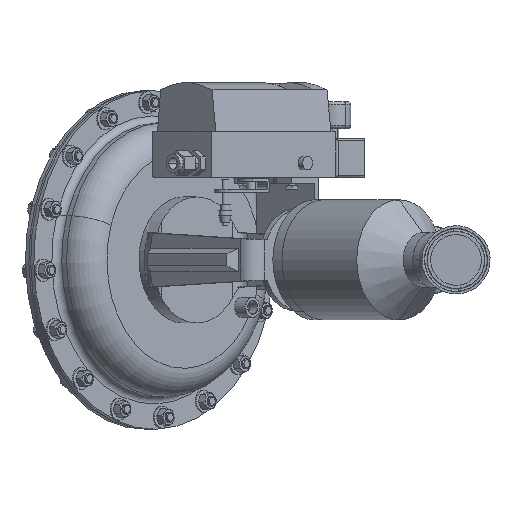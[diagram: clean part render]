
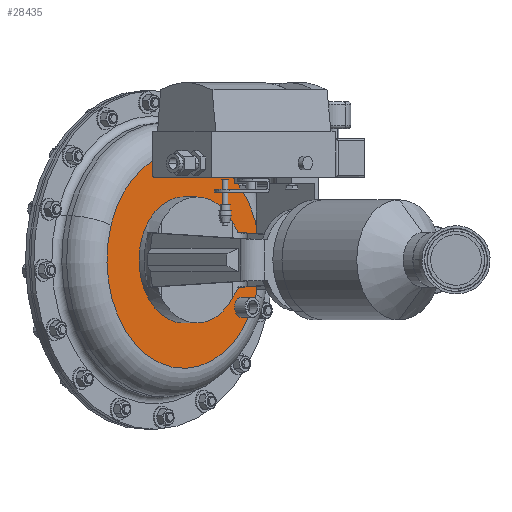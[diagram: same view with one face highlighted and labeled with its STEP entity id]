
A CAD part, left-side view. The second image highlights one B-rep face of the part: STEP entity #28435.
In plain terms, the highlighted planar face has unit normal (-0.707, -0.707, 0).
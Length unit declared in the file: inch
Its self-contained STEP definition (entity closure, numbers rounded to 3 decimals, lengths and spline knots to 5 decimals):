
#197 = AXIS2_PLACEMENT_3D ( 'NONE', #32379, #2808, #23385 ) ;
#1710 = CARTESIAN_POINT ( 'NONE',  ( 11.29728, 10.04728, 0. ) ) ;
#2685 = CIRCLE ( 'NONE', #21707, 2.325 ) ;
#2808 = DIRECTION ( 'NONE',  ( -0.707, -0.707, 0. ) ) ;
#2875 = AXIS2_PLACEMENT_3D ( 'NONE', #34549, #37252, #37379 ) ;
#2896 = CIRCLE ( 'NONE', #2875, 2.325 ) ;
#3163 = DIRECTION ( 'NONE',  ( 0.176, -0.176, -0.969 ) ) ;
#3851 = VERTEX_POINT ( 'NONE', #4465 ) ;
#4465 = CARTESIAN_POINT ( 'NONE',  ( 13.9756, 7.36896, -1.28576 ) ) ;
#4575 = DIRECTION ( 'NONE',  ( 0.707, 0.707, 0. ) ) ;
#5416 = VERTEX_POINT ( 'NONE', #20042 ) ;
#6230 = EDGE_CURVE ( 'NONE', #15907, #3851, #33381, .T. ) ;
#7536 = CARTESIAN_POINT ( 'NONE',  ( 13.44058, 7.90398, -1.75 ) ) ;
#8876 = EDGE_CURVE ( 'NONE', #3851, #15907, #9505, .T. ) ;
#9026 = PLANE ( 'NONE',  #197 ) ;
#9505 = CIRCLE ( 'NONE', #33779, 4. ) ;
#10057 = DIRECTION ( 'NONE',  ( 0.67, -0.67, -0.321 ) ) ;
#10185 = ORIENTED_EDGE ( 'NONE', *, *, #17409, .F. ) ;
#10241 = EDGE_CURVE ( 'NONE', #19687, #5416, #33590, .T. ) ;
#10296 = DIRECTION ( 'NONE',  ( 0.707, 0.707, 0. ) ) ;
#10392 = DIRECTION ( 'NONE',  ( -0.707, -0.707, 0. ) ) ;
#10954 = ORIENTED_EDGE ( 'NONE', *, *, #10241, .T. ) ;
#13658 = CARTESIAN_POINT ( 'NONE',  ( 13.50656, 7.838, -2.11321 ) ) ;
#13678 = CARTESIAN_POINT ( 'NONE',  ( 8.61896, 12.7256, 1.28576 ) ) ;
#13947 = EDGE_CURVE ( 'NONE', #14003, #27542, #2896, .T. ) ;
#14003 = VERTEX_POINT ( 'NONE', #17056 ) ;
#15090 = CIRCLE ( 'NONE', #29924, 0.375 ) ;
#15191 = ORIENTED_EDGE ( 'NONE', *, *, #8876, .F. ) ;
#15907 = VERTEX_POINT ( 'NONE', #13678 ) ;
#17056 = CARTESIAN_POINT ( 'NONE',  ( 11.29728, 10.04728, 2.325 ) ) ;
#17409 = EDGE_CURVE ( 'NONE', #27542, #14003, #2685, .T. ) ;
#19687 = VERTEX_POINT ( 'NONE', #13658 ) ;
#20042 = CARTESIAN_POINT ( 'NONE',  ( 13.37461, 7.96995, -1.38679 ) ) ;
#21309 = ORIENTED_EDGE ( 'NONE', *, *, #29281, .T. ) ;
#21707 = AXIS2_PLACEMENT_3D ( 'NONE', #21809, #10392, #24879 ) ;
#21809 = CARTESIAN_POINT ( 'NONE',  ( 11.29728, 10.04728, 0. ) ) ;
#22261 = AXIS2_PLACEMENT_3D ( 'NONE', #23865, #35129, #3163 ) ;
#23385 = DIRECTION ( 'NONE',  ( -0.67, 0.67, 0.321 ) ) ;
#23548 = EDGE_LOOP ( 'NONE', ( #10185, #27922 ) ) ;
#23865 = CARTESIAN_POINT ( 'NONE',  ( 13.44058, 7.90398, -1.75 ) ) ;
#24879 = DIRECTION ( 'NONE',  ( 0.707, -0.707, 0. ) ) ;
#24932 = DIRECTION ( 'NONE',  ( 0.67, -0.67, -0.321 ) ) ;
#26109 = AXIS2_PLACEMENT_3D ( 'NONE', #1710, #4575, #24932 ) ;
#26401 = CARTESIAN_POINT ( 'NONE',  ( 11.29728, 10.04728, -2.325 ) ) ;
#26825 = FACE_BOUND ( 'NONE', #23548, .T. ) ;
#26925 = EDGE_LOOP ( 'NONE', ( #10954, #21309 ) ) ;
#27307 = FACE_BOUND ( 'NONE', #26925, .T. ) ;
#27542 = VERTEX_POINT ( 'NONE', #26401 ) ;
#27922 = ORIENTED_EDGE ( 'NONE', *, *, #13947, .F. ) ;
#28435 = ADVANCED_FACE ( 'NONE', ( #26825, #35524, #27307 ), #9026, .T. ) ;
#29281 = EDGE_CURVE ( 'NONE', #5416, #19687, #15090, .T. ) ;
#29924 = AXIS2_PLACEMENT_3D ( 'NONE', #7536, #33542, #30355 ) ;
#30314 = CARTESIAN_POINT ( 'NONE',  ( 11.29728, 10.04728, 0. ) ) ;
#30355 = DIRECTION ( 'NONE',  ( 0.176, -0.176, -0.969 ) ) ;
#32379 = CARTESIAN_POINT ( 'NONE',  ( 10.38811, 10.95645, -3.78772 ) ) ;
#33381 = CIRCLE ( 'NONE', #26109, 4. ) ;
#33542 = DIRECTION ( 'NONE',  ( 0.707, 0.707, 0. ) ) ;
#33590 = CIRCLE ( 'NONE', #22261, 0.375 ) ;
#33779 = AXIS2_PLACEMENT_3D ( 'NONE', #30314, #10296, #10057 ) ;
#34549 = CARTESIAN_POINT ( 'NONE',  ( 11.29728, 10.04728, 0. ) ) ;
#34876 = EDGE_LOOP ( 'NONE', ( #15191, #35515 ) ) ;
#35129 = DIRECTION ( 'NONE',  ( 0.707, 0.707, 0. ) ) ;
#35515 = ORIENTED_EDGE ( 'NONE', *, *, #6230, .F. ) ;
#35524 = FACE_OUTER_BOUND ( 'NONE', #34876, .T. ) ;
#37252 = DIRECTION ( 'NONE',  ( -0.707, -0.707, 0. ) ) ;
#37379 = DIRECTION ( 'NONE',  ( 0.707, -0.707, 0. ) ) ;
